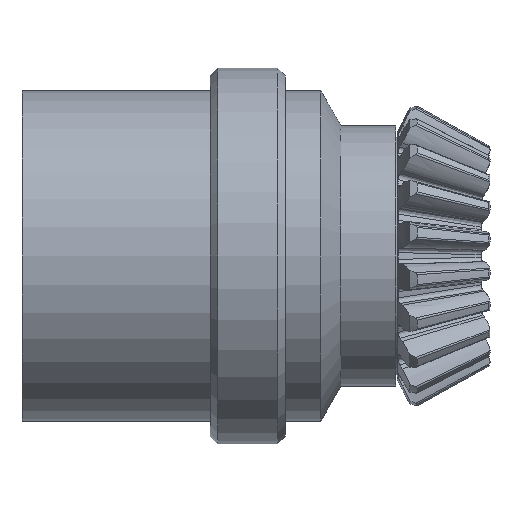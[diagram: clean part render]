
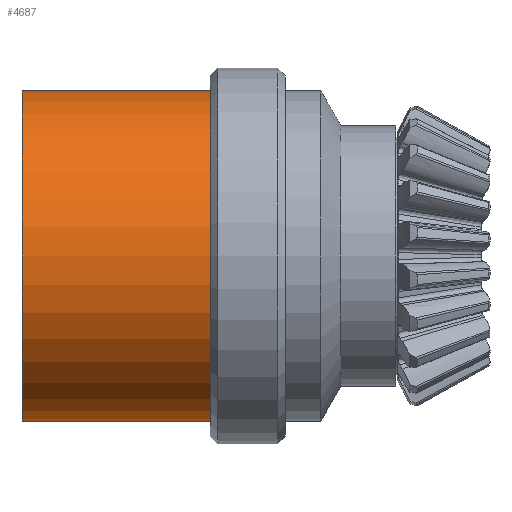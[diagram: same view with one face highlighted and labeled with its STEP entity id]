
A CAD part, front view. The second image highlights one B-rep face of the part: STEP entity #4687.
In plain terms, the highlighted cylindrical face has radius 5.493 mm (diameter 10.986 mm), a full revolution.
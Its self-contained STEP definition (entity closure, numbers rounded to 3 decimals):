
#580=CYLINDRICAL_SURFACE('',#4980,5.493);
#589=FACE_OUTER_BOUND('',#857,.T.);
#857=EDGE_LOOP('',(#3101,#3102,#3103,#3104));
#1131=LINE('',#6086,#1391);
#1391=VECTOR('',#5283,5.493);
#1656=CIRCLE('',#4981,5.493);
#1657=CIRCLE('',#4982,5.493);
#1802=VERTEX_POINT('',#6083);
#1803=VERTEX_POINT('',#6085);
#2318=EDGE_CURVE('',#1802,#1802,#1656,.T.);
#2319=EDGE_CURVE('',#1802,#1803,#1131,.T.);
#2320=EDGE_CURVE('',#1803,#1803,#1657,.T.);
#3101=ORIENTED_EDGE('',*,*,#2318,.F.);
#3102=ORIENTED_EDGE('',*,*,#2319,.T.);
#3103=ORIENTED_EDGE('',*,*,#2320,.F.);
#3104=ORIENTED_EDGE('',*,*,#2319,.F.);
#4687=ADVANCED_FACE('',(#589),#580,.T.);
#4980=AXIS2_PLACEMENT_3D('',#6082,#5279,#5280);
#4981=AXIS2_PLACEMENT_3D('',#6084,#5281,#5282);
#4982=AXIS2_PLACEMENT_3D('',#6087,#5284,#5285);
#5279=DIRECTION('center_axis',(-1.,0.,0.));
#5280=DIRECTION('ref_axis',(0.,-1.,0.));
#5281=DIRECTION('center_axis',(-1.,0.,0.));
#5282=DIRECTION('ref_axis',(0.,1.,0.));
#5283=DIRECTION('',(1.,0.,0.));
#5284=DIRECTION('center_axis',(1.,0.,0.));
#5285=DIRECTION('ref_axis',(0.,-1.,0.));
#6082=CARTESIAN_POINT('Origin',(27.218,4.472,-36.488));
#6083=CARTESIAN_POINT('',(27.218,9.965,-36.488));
#6084=CARTESIAN_POINT('Origin',(27.218,4.472,-36.488));
#6085=CARTESIAN_POINT('',(33.468,9.965,-36.488));
#6086=CARTESIAN_POINT('',(27.218,9.965,-36.488));
#6087=CARTESIAN_POINT('Origin',(33.468,4.472,-36.488));
